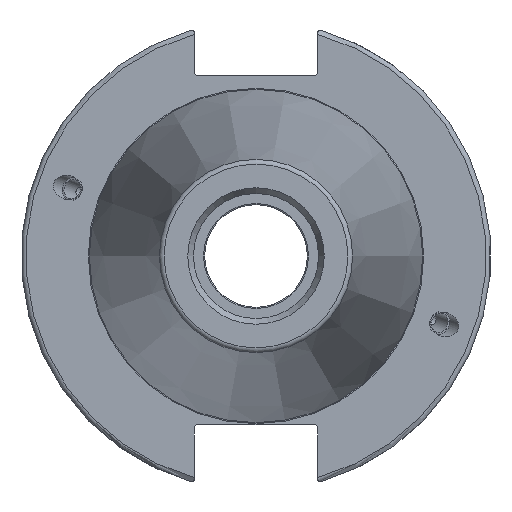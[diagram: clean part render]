
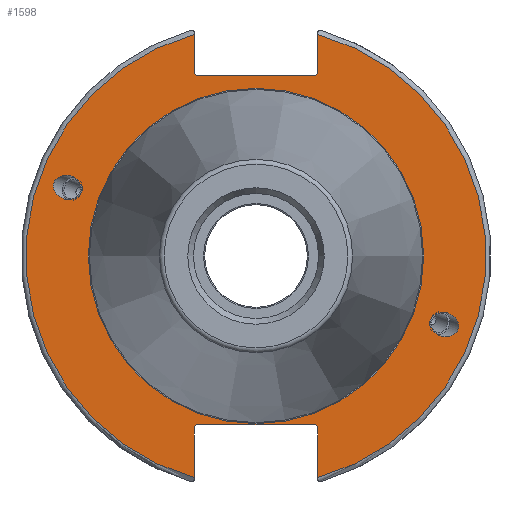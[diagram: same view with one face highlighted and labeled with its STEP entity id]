
A CAD part, left-side view. The second image highlights one B-rep face of the part: STEP entity #1598.
In plain terms, the highlighted planar face has unit normal (-1, 0, 0).
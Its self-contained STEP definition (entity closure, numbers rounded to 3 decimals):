
#31=ELLIPSE('',#1726,3.052,2.5);
#32=ELLIPSE('',#1760,3.052,2.5);
#77=FACE_BOUND('',#280,.T.);
#78=FACE_BOUND('',#281,.T.);
#79=FACE_BOUND('',#282,.T.);
#97=PLANE('',#1770);
#168=FACE_OUTER_BOUND('',#279,.T.);
#279=EDGE_LOOP('',(#1286,#1287,#1288,#1289,#1290,#1291,#1292,#1293,#1294,
#1295,#1296,#1297));
#280=EDGE_LOOP('',(#1298));
#281=EDGE_LOOP('',(#1299));
#282=EDGE_LOOP('',(#1300));
#423=LINE('',#3084,#517);
#424=LINE('',#3086,#518);
#425=LINE('',#3088,#519);
#426=LINE('',#3090,#520);
#427=LINE('',#3092,#521);
#428=LINE('',#3096,#522);
#429=LINE('',#3098,#523);
#430=LINE('',#3100,#524);
#431=LINE('',#3102,#525);
#432=LINE('',#3103,#526);
#517=VECTOR('',#2101,10.);
#518=VECTOR('',#2102,10.);
#519=VECTOR('',#2103,10.);
#520=VECTOR('',#2104,10.);
#521=VECTOR('',#2105,10.);
#522=VECTOR('',#2108,10.);
#523=VECTOR('',#2109,10.);
#524=VECTOR('',#2110,10.);
#525=VECTOR('',#2111,10.);
#526=VECTOR('',#2112,10.);
#618=CIRCLE('',#1768,35.125);
#620=CIRCLE('',#1771,48.213);
#621=CIRCLE('',#1772,48.213);
#710=VERTEX_POINT('',#2801);
#748=VERTEX_POINT('',#3060);
#753=VERTEX_POINT('',#3075);
#754=VERTEX_POINT('',#3080);
#755=VERTEX_POINT('',#3081);
#756=VERTEX_POINT('',#3083);
#757=VERTEX_POINT('',#3085);
#758=VERTEX_POINT('',#3087);
#759=VERTEX_POINT('',#3089);
#760=VERTEX_POINT('',#3091);
#761=VERTEX_POINT('',#3093);
#762=VERTEX_POINT('',#3095);
#763=VERTEX_POINT('',#3097);
#764=VERTEX_POINT('',#3099);
#765=VERTEX_POINT('',#3101);
#890=EDGE_CURVE('',#710,#710,#31,.T.);
#941=EDGE_CURVE('',#748,#748,#32,.T.);
#948=EDGE_CURVE('',#753,#753,#618,.T.);
#950=EDGE_CURVE('',#754,#755,#620,.T.);
#951=EDGE_CURVE('',#754,#756,#423,.T.);
#952=EDGE_CURVE('',#757,#756,#424,.T.);
#953=EDGE_CURVE('',#757,#758,#425,.T.);
#954=EDGE_CURVE('',#759,#758,#426,.T.);
#955=EDGE_CURVE('',#759,#760,#427,.T.);
#956=EDGE_CURVE('',#761,#760,#621,.T.);
#957=EDGE_CURVE('',#761,#762,#428,.T.);
#958=EDGE_CURVE('',#763,#762,#429,.T.);
#959=EDGE_CURVE('',#763,#764,#430,.T.);
#960=EDGE_CURVE('',#765,#764,#431,.T.);
#961=EDGE_CURVE('',#765,#755,#432,.T.);
#1286=ORIENTED_EDGE('',*,*,#950,.F.);
#1287=ORIENTED_EDGE('',*,*,#951,.T.);
#1288=ORIENTED_EDGE('',*,*,#952,.F.);
#1289=ORIENTED_EDGE('',*,*,#953,.T.);
#1290=ORIENTED_EDGE('',*,*,#954,.F.);
#1291=ORIENTED_EDGE('',*,*,#955,.T.);
#1292=ORIENTED_EDGE('',*,*,#956,.F.);
#1293=ORIENTED_EDGE('',*,*,#957,.T.);
#1294=ORIENTED_EDGE('',*,*,#958,.F.);
#1295=ORIENTED_EDGE('',*,*,#959,.T.);
#1296=ORIENTED_EDGE('',*,*,#960,.F.);
#1297=ORIENTED_EDGE('',*,*,#961,.T.);
#1298=ORIENTED_EDGE('',*,*,#890,.T.);
#1299=ORIENTED_EDGE('',*,*,#941,.T.);
#1300=ORIENTED_EDGE('',*,*,#948,.F.);
#1598=ADVANCED_FACE('',(#168,#77,#78,#79),#97,.T.);
#1726=AXIS2_PLACEMENT_3D('',#2803,#1991,#1992);
#1760=AXIS2_PLACEMENT_3D('',#3062,#2075,#2076);
#1768=AXIS2_PLACEMENT_3D('',#3077,#2093,#2094);
#1770=AXIS2_PLACEMENT_3D('',#3079,#2097,#2098);
#1771=AXIS2_PLACEMENT_3D('',#3082,#2099,#2100);
#1772=AXIS2_PLACEMENT_3D('',#3094,#2106,#2107);
#1991=DIRECTION('center_axis',(1.,0.,0.));
#1992=DIRECTION('ref_axis',(0.,-0.94,-0.342));
#2075=DIRECTION('center_axis',(1.,0.,0.));
#2076=DIRECTION('ref_axis',(0.,0.94,0.342));
#2093=DIRECTION('center_axis',(-1.,0.,0.));
#2094=DIRECTION('ref_axis',(0.,-1.,0.));
#2097=DIRECTION('center_axis',(-1.,0.,0.));
#2098=DIRECTION('ref_axis',(0.,0.,1.));
#2099=DIRECTION('center_axis',(1.,0.,0.));
#2100=DIRECTION('ref_axis',(0.,-1.,0.));
#2101=DIRECTION('',(0.,0.,-1.));
#2102=DIRECTION('',(0.,-0.707,0.707));
#2103=DIRECTION('',(0.,1.,0.));
#2104=DIRECTION('',(0.,-0.707,-0.707));
#2105=DIRECTION('',(0.,0.,1.));
#2106=DIRECTION('center_axis',(1.,0.,0.));
#2107=DIRECTION('ref_axis',(0.,1.,0.));
#2108=DIRECTION('',(0.,0.,1.));
#2109=DIRECTION('',(0.,0.707,-0.707));
#2110=DIRECTION('',(0.,-1.,0.));
#2111=DIRECTION('',(0.,0.707,0.707));
#2112=DIRECTION('',(0.,0.,-1.));
#2801=CARTESIAN_POINT('',(3.175,-36.599,-13.321));
#2803=CARTESIAN_POINT('Origin',(3.175,-39.467,-14.365));
#3060=CARTESIAN_POINT('',(3.175,36.599,13.321));
#3062=CARTESIAN_POINT('Origin',(3.175,39.467,14.365));
#3075=CARTESIAN_POINT('',(3.175,0.,35.125));
#3077=CARTESIAN_POINT('Origin',(3.175,0.,0.));
#3079=CARTESIAN_POINT('Origin',(3.175,49.213,0.));
#3080=CARTESIAN_POINT('',(3.175,-12.95,46.441));
#3081=CARTESIAN_POINT('',(3.175,-12.95,-46.441));
#3082=CARTESIAN_POINT('Origin',(3.175,0.,0.));
#3083=CARTESIAN_POINT('',(3.175,-12.95,38.219));
#3084=CARTESIAN_POINT('',(3.175,-12.95,18.86));
#3085=CARTESIAN_POINT('',(3.175,-12.45,37.719));
#3086=CARTESIAN_POINT('',(3.175,12.27,12.999));
#3087=CARTESIAN_POINT('',(3.175,12.45,37.719));
#3088=CARTESIAN_POINT('',(3.175,24.606,37.719));
#3089=CARTESIAN_POINT('',(3.175,12.95,38.219));
#3090=CARTESIAN_POINT('',(3.175,12.336,37.605));
#3091=CARTESIAN_POINT('',(3.175,12.95,46.441));
#3092=CARTESIAN_POINT('',(3.175,12.95,18.86));
#3093=CARTESIAN_POINT('',(3.175,12.95,-46.441));
#3094=CARTESIAN_POINT('Origin',(3.175,0.,0.));
#3095=CARTESIAN_POINT('',(3.175,12.95,-35.806));
#3096=CARTESIAN_POINT('',(3.175,12.95,-17.653));
#3097=CARTESIAN_POINT('',(3.175,12.45,-35.306));
#3098=CARTESIAN_POINT('',(3.175,12.939,-35.795));
#3099=CARTESIAN_POINT('',(3.175,-12.45,-35.306));
#3100=CARTESIAN_POINT('',(3.175,24.606,-35.306));
#3101=CARTESIAN_POINT('',(3.175,-12.95,-35.806));
#3102=CARTESIAN_POINT('',(3.175,11.667,-11.189));
#3103=CARTESIAN_POINT('',(3.175,-12.95,-17.653));
